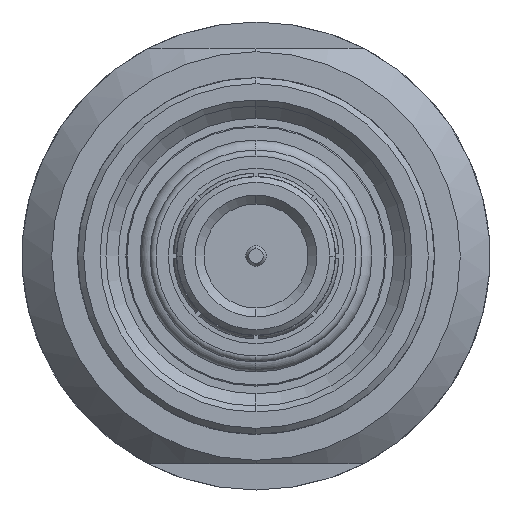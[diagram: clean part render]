
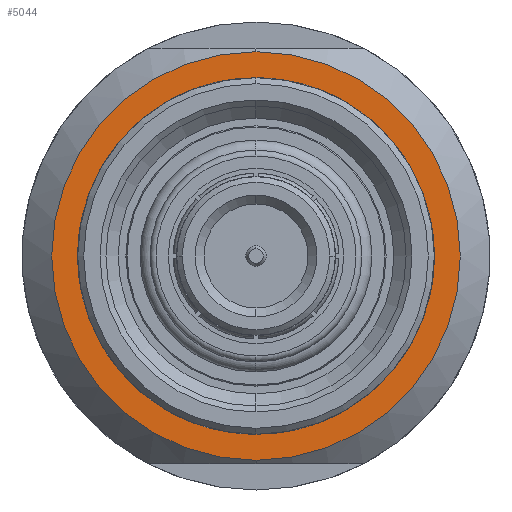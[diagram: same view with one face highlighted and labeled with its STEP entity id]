
A CAD part, left-side view. The second image highlights one B-rep face of the part: STEP entity #5044.
In plain terms, the highlighted planar face has unit normal (-1, 0, 0).
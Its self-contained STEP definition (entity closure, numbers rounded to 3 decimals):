
#66 = CIRCLE ( 'NONE', #3783, 6.875 ) ;
#306 = CIRCLE ( 'NONE', #2425, 4.675 ) ;
#351 = ORIENTED_EDGE ( 'NONE', *, *, #1435, .T. ) ;
#364 = CARTESIAN_POINT ( 'NONE',  ( 15.25, 0., 0. ) ) ;
#422 = CARTESIAN_POINT ( 'NONE',  ( 15.25, 0., -4.675 ) ) ;
#581 = ORIENTED_EDGE ( 'NONE', *, *, #3439, .F. ) ;
#705 = EDGE_CURVE ( 'NONE', #1716, #4345, #2363, .T. ) ;
#799 = DIRECTION ( 'NONE',  ( 0., 0., -1. ) ) ;
#1044 = CARTESIAN_POINT ( 'NONE',  ( 15.25, 0., 4.675 ) ) ;
#1218 = AXIS2_PLACEMENT_3D ( 'NONE', #3894, #1346, #4319 ) ;
#1281 = DIRECTION ( 'NONE',  ( 1., 0., 0. ) ) ;
#1346 = DIRECTION ( 'NONE',  ( -1., 0., 0. ) ) ;
#1435 = EDGE_CURVE ( 'NONE', #1447, #3892, #4198, .T. ) ;
#1447 = VERTEX_POINT ( 'NONE', #1044 ) ;
#1479 = DIRECTION ( 'NONE',  ( 1., 0., 0. ) ) ;
#1716 = VERTEX_POINT ( 'NONE', #4092 ) ;
#1823 = EDGE_CURVE ( 'NONE', #3892, #1447, #306, .T. ) ;
#2363 = CIRCLE ( 'NONE', #3946, 6.875 ) ;
#2425 = AXIS2_PLACEMENT_3D ( 'NONE', #2473, #5470, #2912 ) ;
#2473 = CARTESIAN_POINT ( 'NONE',  ( 15.25, 0., 0. ) ) ;
#2592 = CARTESIAN_POINT ( 'NONE',  ( 15.25, 0., 0. ) ) ;
#2912 = DIRECTION ( 'NONE',  ( 0., 0., -1. ) ) ;
#2939 = DIRECTION ( 'NONE',  ( 0., 0., -1. ) ) ;
#2962 = EDGE_LOOP ( 'NONE', ( #5119, #351 ) ) ;
#3255 = EDGE_LOOP ( 'NONE', ( #581, #4700 ) ) ;
#3353 = DIRECTION ( 'NONE',  ( 1., 0., 0. ) ) ;
#3432 = FACE_BOUND ( 'NONE', #2962, .T. ) ;
#3439 = EDGE_CURVE ( 'NONE', #4345, #1716, #66, .T. ) ;
#3783 = AXIS2_PLACEMENT_3D ( 'NONE', #364, #3353, #799 ) ;
#3816 = AXIS2_PLACEMENT_3D ( 'NONE', #4026, #1479, #4445 ) ;
#3892 = VERTEX_POINT ( 'NONE', #422 ) ;
#3894 = CARTESIAN_POINT ( 'NONE',  ( 15.25, 4.675, 0. ) ) ;
#3946 = AXIS2_PLACEMENT_3D ( 'NONE', #2592, #1281, #2939 ) ;
#3953 = CARTESIAN_POINT ( 'NONE',  ( 15.25, 0., -6.875 ) ) ;
#4026 = CARTESIAN_POINT ( 'NONE',  ( 15.25, 0., 0. ) ) ;
#4092 = CARTESIAN_POINT ( 'NONE',  ( 15.25, 0., 6.875 ) ) ;
#4198 = CIRCLE ( 'NONE', #3816, 4.675 ) ;
#4299 = PLANE ( 'NONE',  #1218 ) ;
#4319 = DIRECTION ( 'NONE',  ( 0., 0., 1. ) ) ;
#4345 = VERTEX_POINT ( 'NONE', #3953 ) ;
#4445 = DIRECTION ( 'NONE',  ( 0., 0., -1. ) ) ;
#4552 = FACE_OUTER_BOUND ( 'NONE', #3255, .T. ) ;
#4700 = ORIENTED_EDGE ( 'NONE', *, *, #705, .F. ) ;
#5044 = ADVANCED_FACE ( 'NONE', ( #3432, #4552 ), #4299, .T. ) ;
#5119 = ORIENTED_EDGE ( 'NONE', *, *, #1823, .T. ) ;
#5470 = DIRECTION ( 'NONE',  ( 1., 0., 0. ) ) ;
